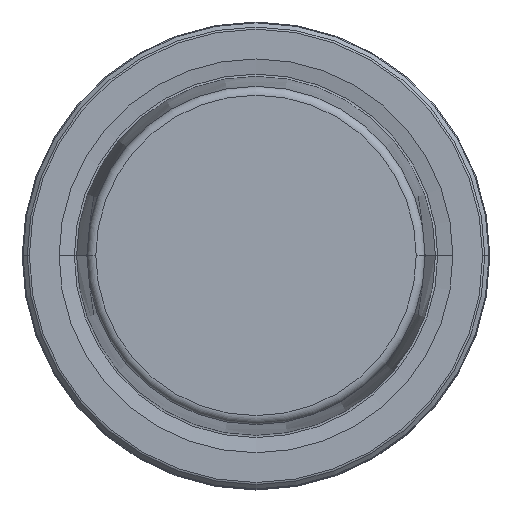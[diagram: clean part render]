
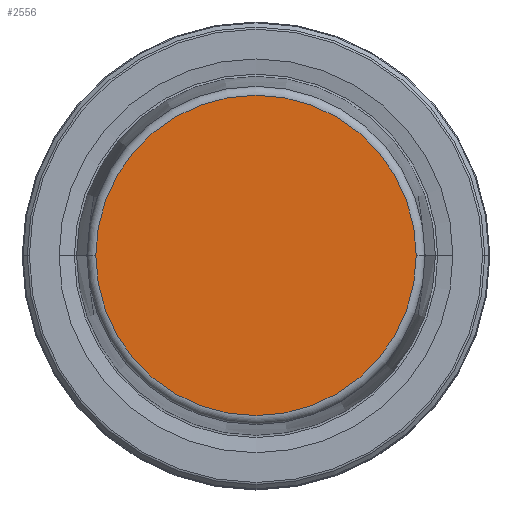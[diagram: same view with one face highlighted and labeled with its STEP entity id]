
A CAD part, top view. The second image highlights one B-rep face of the part: STEP entity #2556.
In plain terms, the highlighted planar face has unit normal (0, 0, 1).
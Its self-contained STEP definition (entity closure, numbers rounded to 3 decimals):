
#14 = DIRECTION ( 'NONE',  ( 0., 0., 1. ) ) ;
#97 = FACE_OUTER_BOUND ( 'NONE', #869, .T. ) ;
#582 = DIRECTION ( 'NONE',  ( 0., 0., 1. ) ) ;
#597 = ORIENTED_EDGE ( 'NONE', *, *, #804, .T. ) ;
#610 = DIRECTION ( 'NONE',  ( 0., 0., -1. ) ) ;
#619 = DIRECTION ( 'NONE',  ( -1., 0., 0. ) ) ;
#628 = CIRCLE ( 'NONE', #846, 21.581 ) ;
#685 = AXIS2_PLACEMENT_3D ( 'NONE', #1702, #610, #619 ) ;
#702 = CIRCLE ( 'NONE', #2398, 21.581 ) ;
#804 = EDGE_CURVE ( 'NONE', #2253, #2667, #702, .T. ) ;
#846 = AXIS2_PLACEMENT_3D ( 'NONE', #2356, #14, #1303 ) ;
#865 = CARTESIAN_POINT ( 'NONE',  ( -21.581, 0., 31.9 ) ) ;
#869 = EDGE_LOOP ( 'NONE', ( #597, #1221 ) ) ;
#1053 = CARTESIAN_POINT ( 'NONE',  ( 0., 0., 31.9 ) ) ;
#1105 = EDGE_CURVE ( 'NONE', #2667, #2253, #628, .T. ) ;
#1221 = ORIENTED_EDGE ( 'NONE', *, *, #1105, .T. ) ;
#1303 = DIRECTION ( 'NONE',  ( 1., 0., 0. ) ) ;
#1702 = CARTESIAN_POINT ( 'NONE',  ( 0., 0., 31.9 ) ) ;
#1922 = PLANE ( 'NONE',  #685 ) ;
#2029 = CARTESIAN_POINT ( 'NONE',  ( 21.581, 0., 31.9 ) ) ;
#2134 = DIRECTION ( 'NONE',  ( 1., 0., 0. ) ) ;
#2253 = VERTEX_POINT ( 'NONE', #2029 ) ;
#2356 = CARTESIAN_POINT ( 'NONE',  ( 0., 0., 31.9 ) ) ;
#2398 = AXIS2_PLACEMENT_3D ( 'NONE', #1053, #582, #2134 ) ;
#2556 = ADVANCED_FACE ( 'NONE', ( #97 ), #1922, .F. ) ;
#2667 = VERTEX_POINT ( 'NONE', #865 ) ;
